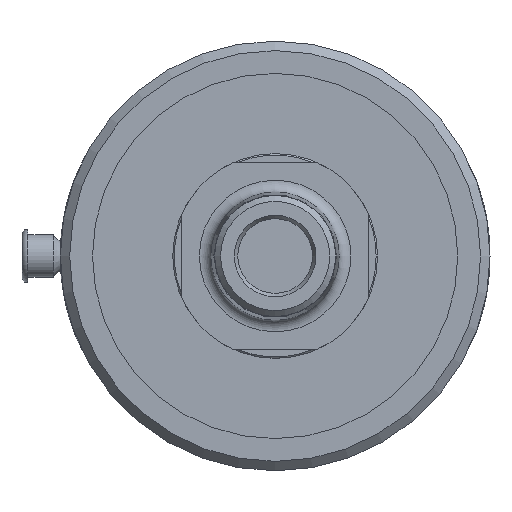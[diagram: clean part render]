
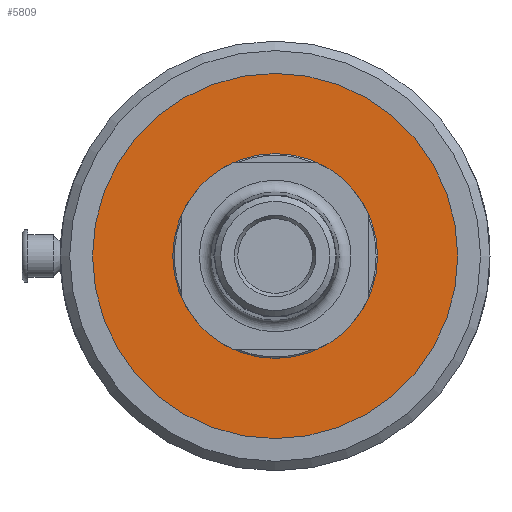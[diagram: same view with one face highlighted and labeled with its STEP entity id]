
A CAD part, left-side view. The second image highlights one B-rep face of the part: STEP entity #5809.
In plain terms, the highlighted planar face has unit normal (-1, 0, 0).
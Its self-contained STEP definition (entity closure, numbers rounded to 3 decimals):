
#984=FACE_BOUND('',#1679,.T.);
#1028=CIRCLE('',#6178,31.025);
#1029=CIRCLE('',#6179,31.025);
#1030=CIRCLE('',#6180,17.4);
#1249=PLANE('',#6177);
#1330=FACE_OUTER_BOUND('',#1678,.T.);
#1678=EDGE_LOOP('',(#3933,#3934));
#1679=EDGE_LOOP('',(#3935));
#2409=VERTEX_POINT('',#7700);
#2410=VERTEX_POINT('',#7701);
#2411=VERTEX_POINT('',#7704);
#3020=EDGE_CURVE('',#2409,#2410,#1028,.T.);
#3021=EDGE_CURVE('',#2410,#2409,#1029,.T.);
#3022=EDGE_CURVE('',#2411,#2411,#1030,.T.);
#3933=ORIENTED_EDGE('',*,*,#3020,.F.);
#3934=ORIENTED_EDGE('',*,*,#3021,.F.);
#3935=ORIENTED_EDGE('',*,*,#3022,.F.);
#5809=ADVANCED_FACE('',(#1330,#984),#1249,.T.);
#6177=AXIS2_PLACEMENT_3D('',#7699,#6568,#6569);
#6178=AXIS2_PLACEMENT_3D('',#7702,#6570,#6571);
#6179=AXIS2_PLACEMENT_3D('',#7703,#6572,#6573);
#6180=AXIS2_PLACEMENT_3D('',#7705,#6574,#6575);
#6568=DIRECTION('center_axis',(-1.,0.,0.));
#6569=DIRECTION('ref_axis',(0.,0.,1.));
#6570=DIRECTION('center_axis',(1.,0.,0.));
#6571=DIRECTION('ref_axis',(0.,1.,0.));
#6572=DIRECTION('center_axis',(1.,0.,0.));
#6573=DIRECTION('ref_axis',(0.,1.,0.));
#6574=DIRECTION('center_axis',(-1.,0.,0.));
#6575=DIRECTION('ref_axis',(0.,1.,0.));
#7699=CARTESIAN_POINT('Origin',(2.425,33.45,0.));
#7700=CARTESIAN_POINT('',(2.425,31.025,0.));
#7701=CARTESIAN_POINT('',(2.425,-31.025,0.));
#7702=CARTESIAN_POINT('Origin',(2.425,0.,0.));
#7703=CARTESIAN_POINT('Origin',(2.425,0.,0.));
#7704=CARTESIAN_POINT('',(2.425,-17.4,0.));
#7705=CARTESIAN_POINT('Origin',(2.425,0.,0.));
